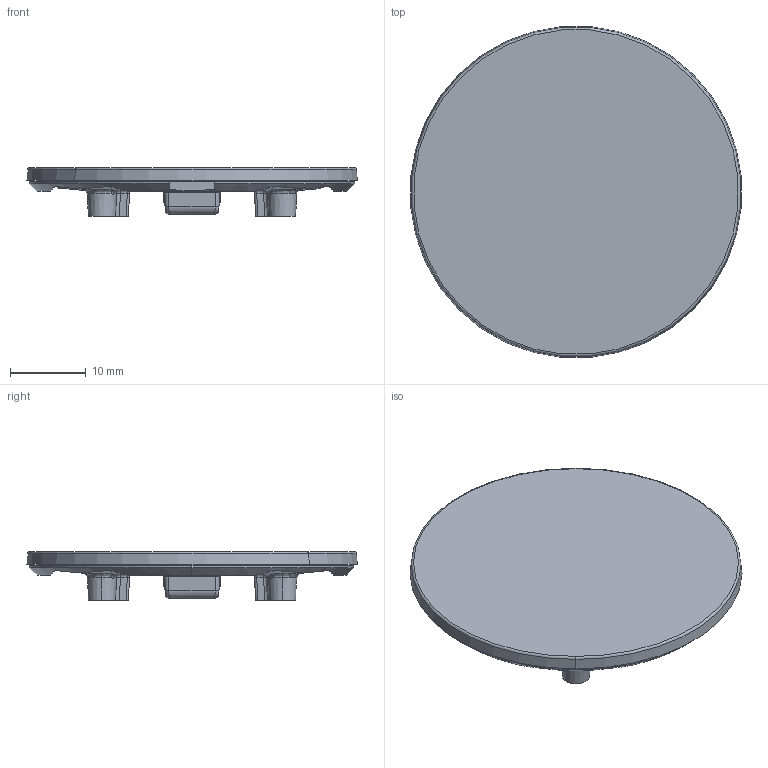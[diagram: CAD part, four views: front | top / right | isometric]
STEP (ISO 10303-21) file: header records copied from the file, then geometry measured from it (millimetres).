
FILE_DESCRIPTION(('CATIA V5 STEP Exchange','CAx-IF Rec.Pracs.--- Model Styling and Organization---1.5--- 2016-08-15','CAx-IF Rec.Pracs.---Supplemental Geometry---1.0---2011-11-01','CAx-IF Rec.Pracs.--- Composite Materials ---1.1---2010-07-15'),'2;1');
FILE_NAME('CB0006S.stp','2024-02-27T12:33:57+00:00',('none'),('none'),'CATIA Version 5-6 Release 2020 SP5','CATIA V5 STEP AP214 v2','none');
FILE_SCHEMA(('AUTOMOTIVE_DESIGN { 1 0 10303 214 1 1 1 1 }'));
Length unit declared in the file: millimetre
Products named in the file (1): CB0006S
Bounding box: 43.63 x 43.63 x 6.45 mm (x, y, z)
Volume: 4280.1 mm3; surface area: 9032.4 mm2
Topology: 3 solids, 3 shells, 936 faces, 2480 edges, 1553 vertices
Faces by surface type: plane 477, bspline 200, cylinder 165, cone 43, torus 26, extrusion 25
Entity records: 38230 total; most frequent: CARTESIAN_POINT 18010, ORIENTED_EDGE 4904, DIRECTION 2826, EDGE_CURVE 2452, VERTEX_POINT 1553, VECTOR 1414, LINE 1389, EDGE_LOOP 987
